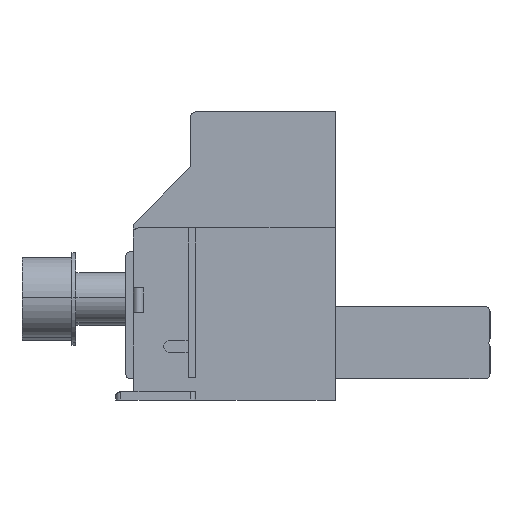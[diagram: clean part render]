
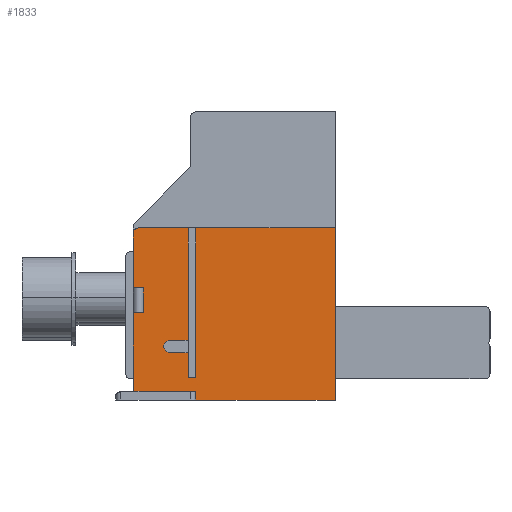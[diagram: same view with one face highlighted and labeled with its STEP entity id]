
A CAD part, left-side view. The second image highlights one B-rep face of the part: STEP entity #1833.
In plain terms, the highlighted planar face has unit normal (-1, 0, 0).
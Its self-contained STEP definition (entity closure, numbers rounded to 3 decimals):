
#320=CARTESIAN_POINT('',(-95.25,11.5,29.));
#321=DIRECTION('',(1.,0.,0.));
#322=DIRECTION('',(0.,1.,0.));
#323=AXIS2_PLACEMENT_3D('',#320,#321,#322);
#325=DIRECTION('',(0.,0.707,-0.707));
#326=VECTOR('',#325,1.414);
#327=CARTESIAN_POINT('',(-95.25,5.5,7.5));
#328=LINE('',#327,#326);
#329=DIRECTION('',(0.,-0.707,-0.707));
#330=VECTOR('',#329,1.414);
#331=CARTESIAN_POINT('',(-95.25,6.5,6.));
#332=LINE('',#331,#330);
#333=DIRECTION('',(0.,0.,1.));
#334=VECTOR('',#333,15.75);
#335=CARTESIAN_POINT('',(-95.25,12.5,-2.75));
#336=LINE('',#335,#334);
#337=DIRECTION('',(0.,0.,1.));
#338=VECTOR('',#337,11.);
#339=CARTESIAN_POINT('',(-95.25,12.5,18.));
#340=LINE('',#339,#338);
#341=DIRECTION('',(0.,1.,0.));
#342=VECTOR('',#341,10.);
#343=CARTESIAN_POINT('',(-95.25,1.5,30.));
#344=LINE('',#343,#342);
#349=DIRECTION('',(0.,1.,0.));
#350=VECTOR('',#349,28.);
#351=CARTESIAN_POINT('',(-95.25,-28.,30.));
#352=LINE('',#351,#350);
#424=DIRECTION('',(0.,0.,1.));
#425=VECTOR('',#424,34.5);
#426=CARTESIAN_POINT('',(-95.25,-28.,-4.5));
#427=LINE('',#426,#425);
#464=DIRECTION('',(0.,-1.,0.));
#465=VECTOR('',#464,18.);
#466=CARTESIAN_POINT('',(-95.25,0.,-4.5));
#467=LINE('',#466,#465);
#468=DIRECTION('',(0.,-1.,0.));
#469=VECTOR('',#468,10.);
#470=CARTESIAN_POINT('',(-95.25,-18.,-4.5));
#471=LINE('',#470,#469);
#505=DIRECTION('',(0.,-1.,0.));
#506=VECTOR('',#505,12.5);
#507=CARTESIAN_POINT('',(-95.25,12.5,-2.75));
#508=LINE('',#507,#506);
#558=DIRECTION('',(0.,0.,-1.));
#559=VECTOR('',#558,1.75);
#560=CARTESIAN_POINT('',(-95.25,0.,-2.75));
#561=LINE('',#560,#559);
#858=DIRECTION('',(0.,0.,-1.));
#859=VECTOR('',#858,30.);
#860=CARTESIAN_POINT('',(-95.25,0.,30.));
#861=LINE('',#860,#859);
#870=DIRECTION('',(0.,1.,0.));
#871=VECTOR('',#870,1.5);
#872=CARTESIAN_POINT('',(-95.25,0.,
0.));
#873=LINE('',#872,#871);
#882=DIRECTION('',(0.,0.,1.));
#883=VECTOR('',#882,5.);
#884=CARTESIAN_POINT('',(-95.25,1.5,
0.));
#885=LINE('',#884,#883);
#886=DIRECTION('',(0.,0.,1.));
#887=VECTOR('',#886,22.5);
#888=CARTESIAN_POINT('',(-95.25,1.5,7.5));
#889=LINE('',#888,#887);
#902=DIRECTION('',(0.,1.,0.));
#903=VECTOR('',#902,4.);
#904=CARTESIAN_POINT('',(-95.25,1.5,5.));
#905=LINE('',#904,#903);
#926=DIRECTION('',(0.,0.,1.));
#927=VECTOR('',#926,0.5);
#928=CARTESIAN_POINT('',(-95.25,6.5,6.));
#929=LINE('',#928,#927);
#946=DIRECTION('',(0.,-1.,0.));
#947=VECTOR('',#946,4.);
#948=CARTESIAN_POINT('',(-95.25,5.5,7.5));
#949=LINE('',#948,#947);
#979=DIRECTION('',(0.,1.,0.));
#980=VECTOR('',#979,2.);
#981=CARTESIAN_POINT('',(-95.25,10.5,13.));
#982=LINE('',#981,#980);
#1005=DIRECTION('',(0.,-1.,0.));
#1006=VECTOR('',#1005,2.);
#1007=CARTESIAN_POINT('',(-95.25,12.5,18.));
#1008=LINE('',#1007,#1006);
#1013=DIRECTION('',(0.,0.,-1.));
#1014=VECTOR('',#1013,5.);
#1015=CARTESIAN_POINT('',(-95.25,10.5,18.));
#1016=LINE('',#1015,#1014);
#1177=CARTESIAN_POINT('',(-95.25,12.5,13.));
#1179=VERTEX_POINT('',#1177);
#1182=CARTESIAN_POINT('',(-95.25,12.5,-2.75));
#1184=VERTEX_POINT('',#1182);
#1219=CARTESIAN_POINT('',(-95.25,12.5,29.));
#1220=VERTEX_POINT('',#1219);
#1221=CARTESIAN_POINT('',(-95.25,11.5,30.));
#1223=VERTEX_POINT('',#1221);
#1225=CARTESIAN_POINT('',(-95.25,1.5,30.));
#1226=VERTEX_POINT('',#1225);
#1227=CARTESIAN_POINT('',(-95.25,5.5,7.5));
#1228=CARTESIAN_POINT('',(-95.25,1.5,7.5));
#1229=VERTEX_POINT('',#1227);
#1230=VERTEX_POINT('',#1228);
#1231=CARTESIAN_POINT('',(-95.25,6.5,6.5));
#1232=VERTEX_POINT('',#1231);
#1233=CARTESIAN_POINT('',(-95.25,6.5,6.));
#1234=VERTEX_POINT('',#1233);
#1235=CARTESIAN_POINT('',(-95.25,5.5,5.));
#1236=VERTEX_POINT('',#1235);
#1237=CARTESIAN_POINT('',(-95.25,0.,
0.));
#1238=CARTESIAN_POINT('',(-95.25,1.5,
0.));
#1239=VERTEX_POINT('',#1237);
#1240=VERTEX_POINT('',#1238);
#1241=CARTESIAN_POINT('',(-95.25,-28.,30.));
#1242=CARTESIAN_POINT('',(-95.25,0.,30.));
#1243=VERTEX_POINT('',#1241);
#1244=VERTEX_POINT('',#1242);
#1245=CARTESIAN_POINT('',(-95.25,-28.,-4.5));
#1246=VERTEX_POINT('',#1245);
#1247=CARTESIAN_POINT('',(-95.25,0.,-2.75));
#1248=VERTEX_POINT('',#1247);
#1249=CARTESIAN_POINT('',(-95.25,10.5,13.));
#1250=VERTEX_POINT('',#1249);
#1251=CARTESIAN_POINT('',(-95.25,10.5,18.));
#1252=VERTEX_POINT('',#1251);
#1253=CARTESIAN_POINT('',(-95.25,12.5,18.));
#1254=VERTEX_POINT('',#1253);
#1352=CARTESIAN_POINT('',(-95.25,0.,-4.5));
#1354=VERTEX_POINT('',#1352);
#1355=CARTESIAN_POINT('',(-95.25,-18.,-4.5));
#1356=VERTEX_POINT('',#1355);
#1462=CARTESIAN_POINT('',(-95.25,1.5,5.));
#1463=VERTEX_POINT('',#1462);
#1785=CARTESIAN_POINT('',(-95.25,-7.75,12.75));
#1786=DIRECTION('',(1.,0.,0.));
#1787=DIRECTION('',(0.,0.,1.));
#1788=AXIS2_PLACEMENT_3D('',#1785,#1786,#1787);
#1789=PLANE('',#1788);
#1790=ORIENTED_EDGE('',*,*,#1768,.T.);
#1792=ORIENTED_EDGE('',*,*,#1791,.F.);
#1794=ORIENTED_EDGE('',*,*,#1793,.F.);
#1796=ORIENTED_EDGE('',*,*,#1795,.F.);
#1798=ORIENTED_EDGE('',*,*,#1797,.T.);
#1800=ORIENTED_EDGE('',*,*,#1799,.F.);
#1802=ORIENTED_EDGE('',*,*,#1801,.T.);
#1804=ORIENTED_EDGE('',*,*,#1803,.F.);
#1806=ORIENTED_EDGE('',*,*,#1805,.F.);
#1808=ORIENTED_EDGE('',*,*,#1807,.F.);
#1810=ORIENTED_EDGE('',*,*,#1809,.F.);
#1812=ORIENTED_EDGE('',*,*,#1811,.F.);
#1814=ORIENTED_EDGE('',*,*,#1813,.F.);
#1816=ORIENTED_EDGE('',*,*,#1815,.F.);
#1818=ORIENTED_EDGE('',*,*,#1817,.F.);
#1820=ORIENTED_EDGE('',*,*,#1819,.F.);
#1822=ORIENTED_EDGE('',*,*,#1821,.F.);
#1823=ORIENTED_EDGE('',*,*,#1691,.T.);
#1825=ORIENTED_EDGE('',*,*,#1824,.F.);
#1827=ORIENTED_EDGE('',*,*,#1826,.F.);
#1829=ORIENTED_EDGE('',*,*,#1828,.F.);
#1830=ORIENTED_EDGE('',*,*,#1683,.T.);
#1831=EDGE_LOOP('',(#1790,#1792,#1794,#1796,#1798,#1800,#1802,#1804,#1806,#1808,
#1810,#1812,#1814,#1816,#1818,#1820,#1822,#1823,#1825,#1827,#1829,#1830));
#1832=FACE_OUTER_BOUND('',#1831,.F.);
#324=CIRCLE('',#323,1.);
#1683=EDGE_CURVE('',#1254,#1220,#340,.T.);
#1691=EDGE_CURVE('',#1184,#1179,#336,.T.);
#1768=EDGE_CURVE('',#1220,#1223,#324,.T.);
#1791=EDGE_CURVE('',#1226,#1223,#344,.T.);
#1793=EDGE_CURVE('',#1230,#1226,#889,.T.);
#1795=EDGE_CURVE('',#1229,#1230,#949,.T.);
#1797=EDGE_CURVE('',#1229,#1232,#328,.T.);
#1799=EDGE_CURVE('',#1234,#1232,#929,.T.);
#1801=EDGE_CURVE('',#1234,#1236,#332,.T.);
#1803=EDGE_CURVE('',#1463,#1236,#905,.T.);
#1805=EDGE_CURVE('',#1240,#1463,#885,.T.);
#1807=EDGE_CURVE('',#1239,#1240,#873,.T.);
#1809=EDGE_CURVE('',#1244,#1239,#861,.T.);
#1811=EDGE_CURVE('',#1243,#1244,#352,.T.);
#1813=EDGE_CURVE('',#1246,#1243,#427,.T.);
#1815=EDGE_CURVE('',#1356,#1246,#471,.T.);
#1817=EDGE_CURVE('',#1354,#1356,#467,.T.);
#1819=EDGE_CURVE('',#1248,#1354,#561,.T.);
#1821=EDGE_CURVE('',#1184,#1248,#508,.T.);
#1824=EDGE_CURVE('',#1250,#1179,#982,.T.);
#1826=EDGE_CURVE('',#1252,#1250,#1016,.T.);
#1828=EDGE_CURVE('',#1254,#1252,#1008,.T.);
#1833=ADVANCED_FACE('',(#1832),#1789,.F.);
